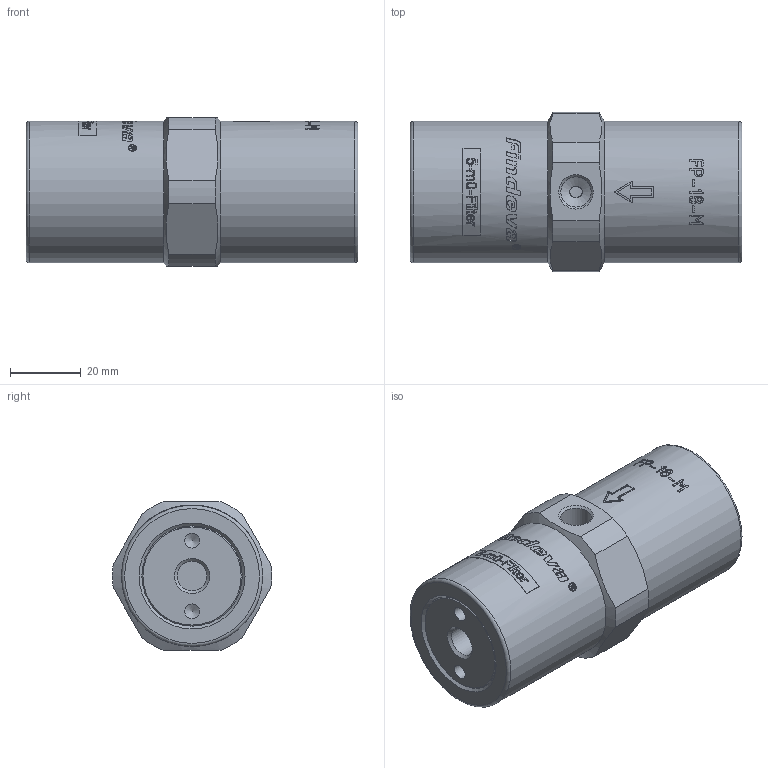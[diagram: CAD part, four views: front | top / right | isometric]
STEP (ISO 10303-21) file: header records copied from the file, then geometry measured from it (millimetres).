
FILE_DESCRIPTION((''),'2;1');
FILE_NAME('9018-20-M.stp','2012-04-02T23:11:11',('Petr'),(''),'Autodesk Inventor 2011','Autodesk Inventor 2011','');
FILE_SCHEMA(('CONFIG_CONTROL_DESIGN'));
Length unit declared in the file: millimetre
Products named in the file (1): 9018-20-M
Bounding box: 94 x 45.07 x 42 mm (x, y, z)
Volume: 118500.8 mm3; surface area: 16274.9 mm2
Topology: 1 solids, 1 shells, 446 faces, 1183 edges, 786 vertices
Faces by surface type: bspline 195, plane 177, cylinder 58, cone 14, torus 2
Full cylindrical faces by diameter (mm): 4.2 x4, 8.376 x1, 8.566 x2, 40 x2
Entity records: 48319 total; most frequent: CARTESIAN_POINT 38571, ORIENTED_EDGE 2292, DIRECTION 1251, EDGE_CURVE 1146, VERTEX_POINT 774, B_SPLINE_CURVE_WITH_KNOTS 538, EDGE_LOOP 518, FACE_OUTER_BOUND 446
